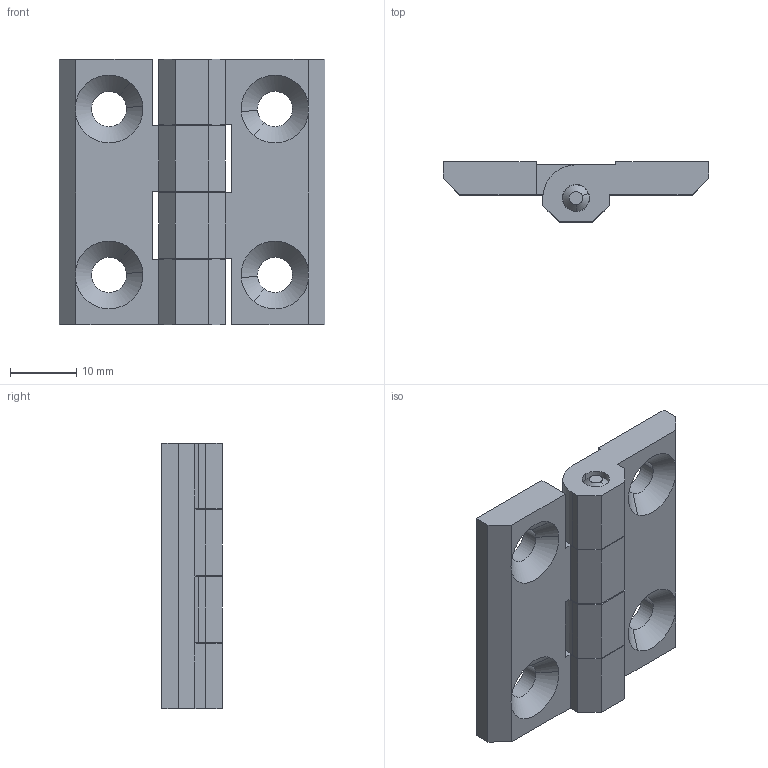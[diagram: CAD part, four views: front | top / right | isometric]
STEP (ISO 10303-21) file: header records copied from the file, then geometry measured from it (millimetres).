
FILE_DESCRIPTION((''),'2;1');
FILE_NAME('','2006-11-07T13:47:37',(''),(''),'','CADfix','');
FILE_SCHEMA(('AUTOMOTIVE_DESIGN'));
Length unit declared in the file: millimetre
Products named in the file (4): shaft; hinge pieces_B; hinge pieces_A; TEH_1056_U6_9207_36
Assembly tree (3 placements, depth 2):
  TEH_1056_U6_9207_36
    shaft
    hinge pieces_B
    hinge pieces_A
Bounding box: 40 x 9.1 x 40 mm (x, y, z)
Volume: 7741.3 mm3; surface area: 5824 mm2
Topology: 3 solids, 3 shells, 80 faces, 271 edges, 193 vertices
Faces by surface type: bspline 80
Entity records: 3145 total; most frequent: CARTESIAN_POINT 1560, ORIENTED_EDGE 542, EDGE_CURVE 271, VERTEX_POINT 193, QUASI_UNIFORM_CURVE 162, EDGE_LOOP 92, FACE_OUTER_BOUND 80, ADVANCED_FACE 80
